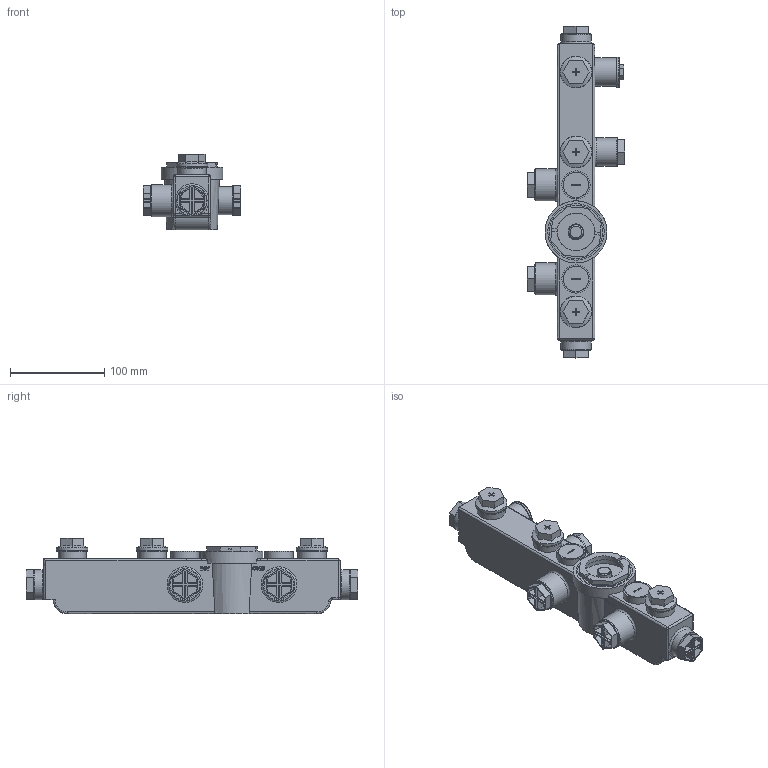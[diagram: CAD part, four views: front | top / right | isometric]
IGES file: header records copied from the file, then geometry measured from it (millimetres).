
Global section: file name: V606-IS; native system: Autodesk Inventor 2018; preprocessor: unknown; author: rclarke; date: 20171201.094643; units: millimetre
Bounding box: 104 x 353 x 80.5 mm (x, y, z)
Volume: 750827.7 mm3; surface area: 192094.6 mm2
Topology: 18 solids, 34 shells, 736 faces, 1859 edges, 1259 vertices
Faces by surface type: bspline 736
